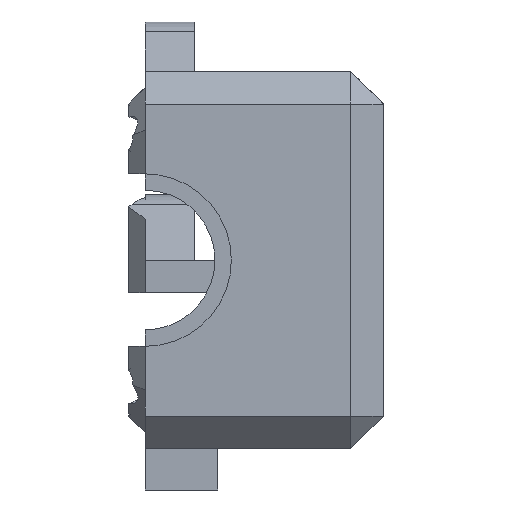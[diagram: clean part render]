
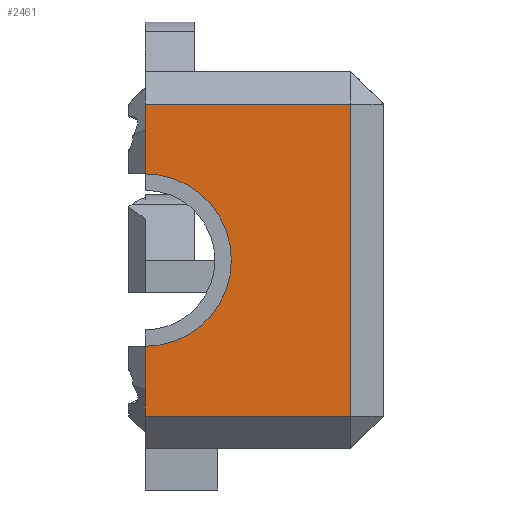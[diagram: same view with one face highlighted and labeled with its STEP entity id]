
A CAD part, front view. The second image highlights one B-rep face of the part: STEP entity #2461.
In plain terms, the highlighted planar face has unit normal (0, -1, 0).
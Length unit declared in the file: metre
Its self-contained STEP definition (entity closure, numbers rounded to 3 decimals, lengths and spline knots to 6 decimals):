
#57=CIRCLE('',#2642,0.00525);
#381=ORIENTED_EDGE('',*,*,#851,.F.);
#382=ORIENTED_EDGE('',*,*,#1054,.T.);
#383=ORIENTED_EDGE('',*,*,#1055,.T.);
#384=ORIENTED_EDGE('',*,*,#1056,.T.);
#385=ORIENTED_EDGE('',*,*,#947,.F.);
#386=ORIENTED_EDGE('',*,*,#1057,.F.);
#851=EDGE_CURVE('',#1209,#1210,#1440,.T.);
#947=EDGE_CURVE('',#1289,#1290,#1517,.T.);
#1054=EDGE_CURVE('',#1209,#1365,#1614,.T.);
#1055=EDGE_CURVE('',#1365,#1366,#1615,.T.);
#1056=EDGE_CURVE('',#1366,#1290,#1616,.T.);
#1057=EDGE_CURVE('',#1210,#1289,#57,.T.);
#1209=VERTEX_POINT('',#3538);
#1210=VERTEX_POINT('',#3540);
#1289=VERTEX_POINT('',#3730);
#1290=VERTEX_POINT('',#3732);
#1365=VERTEX_POINT('',#3934);
#1366=VERTEX_POINT('',#3936);
#1440=LINE('',#3539,#1735);
#1517=LINE('',#3731,#1812);
#1614=LINE('',#3933,#1909);
#1615=LINE('',#3935,#1910);
#1616=LINE('',#3937,#1911);
#1735=VECTOR('',#2817,1.);
#1812=VECTOR('',#2964,1.);
#1909=VECTOR('',#3121,1.);
#1910=VECTOR('',#3122,1.);
#1911=VECTOR('',#3123,1.);
#2043=EDGE_LOOP('',(#381,#382,#383,#384,#385,#386));
#2198=FACE_BOUND('',#2043,.T.);
#2344=PLANE('',#2641);
#2461=ADVANCED_FACE('',(#2198),#2344,.T.);
#2641=AXIS2_PLACEMENT_3D('',#3932,#3119,#3120);
#2642=AXIS2_PLACEMENT_3D('',#3938,#3124,#3125);
#2817=DIRECTION('',(0.,0.,1.));
#2964=DIRECTION('',(0.,0.,1.));
#3119=DIRECTION('',(0.,-1.,0.));
#3120=DIRECTION('',(1.,0.,0.));
#3121=DIRECTION('',(1.,0.,0.));
#3122=DIRECTION('',(0.,0.,1.));
#3123=DIRECTION('',(-1.,0.,0.));
#3124=DIRECTION('',(0.,-1.,0.));
#3125=DIRECTION('',(0.,0.,-1.));
#3538=CARTESIAN_POINT('',(0.,-0.02,-0.002));
#3539=CARTESIAN_POINT('',(0.,-0.02,0.0075));
#3540=CARTESIAN_POINT('',(0.,-0.02,0.00225));
#3730=CARTESIAN_POINT('',(0.,-0.02,0.01275));
#3731=CARTESIAN_POINT('',(0.,-0.02,0.0075));
#3732=CARTESIAN_POINT('',(0.,-0.02,0.017));
#3932=CARTESIAN_POINT('',(0.00725,-0.02,0.0075));
#3933=CARTESIAN_POINT('',(0.0145,-0.02,-0.002));
#3934=CARTESIAN_POINT('',(0.0125,-0.02,-0.002));
#3935=CARTESIAN_POINT('',(0.0125,-0.02,0.019));
#3936=CARTESIAN_POINT('',(0.0125,-0.02,0.017));
#3937=CARTESIAN_POINT('',(0.00725,-0.02,0.017));
#3938=CARTESIAN_POINT('',(0.,-0.02,0.0075));
